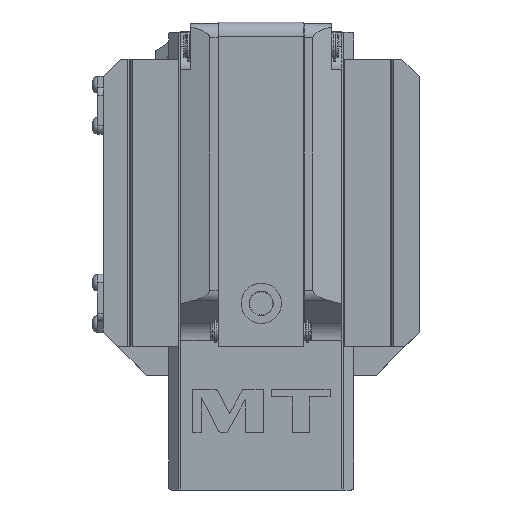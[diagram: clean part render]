
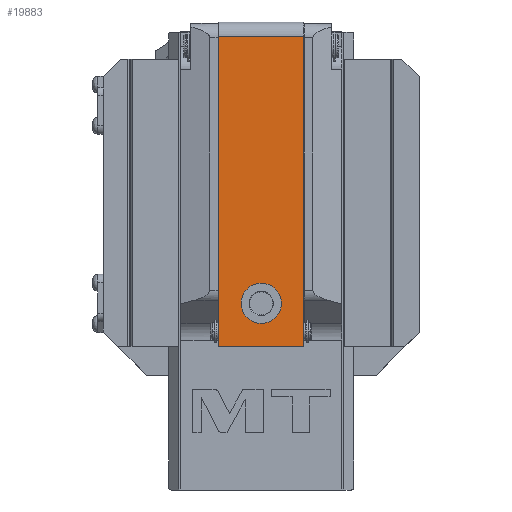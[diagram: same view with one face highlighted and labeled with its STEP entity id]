
A CAD part, left-side view. The second image highlights one B-rep face of the part: STEP entity #19883.
In plain terms, the highlighted planar face has unit normal (-1, 0, 0).
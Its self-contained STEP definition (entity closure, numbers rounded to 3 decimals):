
#4752=DIRECTION('',(0.,0.,1.));
#4753=VECTOR('',#4752,108.);
#4754=CARTESIAN_POINT('',(-121.5,14.85,-40.));
#4755=LINE('',#4754,#4753);
#4862=DIRECTION('',(0.,0.,1.));
#4863=VECTOR('',#4862,108.);
#4864=CARTESIAN_POINT('',(-121.5,-14.85,-40.));
#4865=LINE('',#4864,#4863);
#5282=DIRECTION('',(0.,-1.,0.));
#5283=VECTOR('',#5282,29.7);
#5284=CARTESIAN_POINT('',(-121.5,14.85,68.));
#5285=LINE('',#5284,#5283);
#5286=DIRECTION('',(0.,1.,0.));
#5287=VECTOR('',#5286,29.7);
#5288=CARTESIAN_POINT('',(-121.5,-14.85,-40.));
#5289=LINE('',#5288,#5287);
#5290=CARTESIAN_POINT('',(-121.5,0.,-25.));
#5291=DIRECTION('',(-1.,0.,0.));
#5292=DIRECTION('',(0.,0.,1.));
#5293=AXIS2_PLACEMENT_3D('',#5290,#5291,#5292);
#5295=CARTESIAN_POINT('',(-121.5,0.,-25.));
#5296=DIRECTION('',(-1.,0.,0.));
#5297=DIRECTION('',(0.,0.,-1.));
#5298=AXIS2_PLACEMENT_3D('',#5295,#5296,#5297);
#11757=CARTESIAN_POINT('',(-121.5,-14.85,-40.));
#11758=VERTEX_POINT('',#11757);
#11763=CARTESIAN_POINT('',(-121.5,14.85,-40.));
#11764=VERTEX_POINT('',#11763);
#11766=CARTESIAN_POINT('',(-121.5,-14.85,68.));
#11768=VERTEX_POINT('',#11766);
#11769=CARTESIAN_POINT('',(-121.5,14.85,68.));
#11770=VERTEX_POINT('',#11769);
#11959=CARTESIAN_POINT('',(-121.5,0.,-18.));
#11960=CARTESIAN_POINT('',(-121.5,0.,-32.));
#11961=VERTEX_POINT('',#11959);
#11962=VERTEX_POINT('',#11960);
#19865=CARTESIAN_POINT('',(-121.5,-14.85,-40.));
#19866=DIRECTION('',(-1.,0.,0.));
#19867=DIRECTION('',(0.,0.,1.));
#19868=AXIS2_PLACEMENT_3D('',#19865,#19866,#19867);
#19869=PLANE('',#19868);
#19870=ORIENTED_EDGE('',*,*,#19858,.T.);
#19871=ORIENTED_EDGE('',*,*,#19350,.F.);
#19873=ORIENTED_EDGE('',*,*,#19872,.T.);
#19874=ORIENTED_EDGE('',*,*,#19257,.T.);
#19875=EDGE_LOOP('',(#19870,#19871,#19873,#19874));
#19876=FACE_OUTER_BOUND('',#19875,.F.);
#19878=ORIENTED_EDGE('',*,*,#19877,.T.);
#19880=ORIENTED_EDGE('',*,*,#19879,.T.);
#19881=EDGE_LOOP('',(#19878,#19880));
#19882=FACE_BOUND('',#19881,.F.);
#19883=ADVANCED_FACE('',(#19876,#19882),#19869,.T.);
#5294=CIRCLE('',#5293,7.);
#5299=CIRCLE('',#5298,7.);
#19257=EDGE_CURVE('',#11764,#11770,#4755,.T.);
#19350=EDGE_CURVE('',#11758,#11768,#4865,.T.);
#19858=EDGE_CURVE('',#11770,#11768,#5285,.T.);
#19872=EDGE_CURVE('',#11758,#11764,#5289,.T.);
#19877=EDGE_CURVE('',#11961,#11962,#5294,.T.);
#19879=EDGE_CURVE('',#11962,#11961,#5299,.T.);
